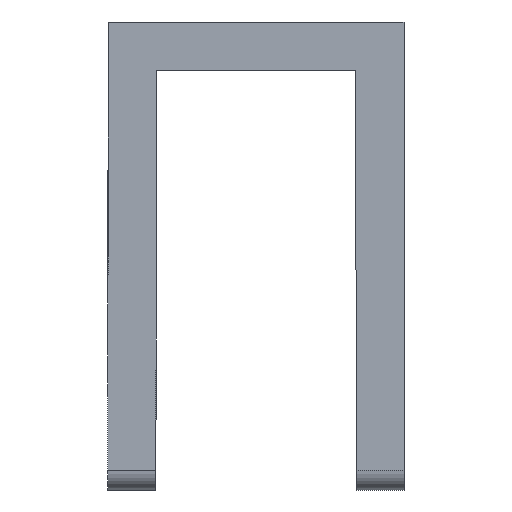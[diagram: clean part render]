
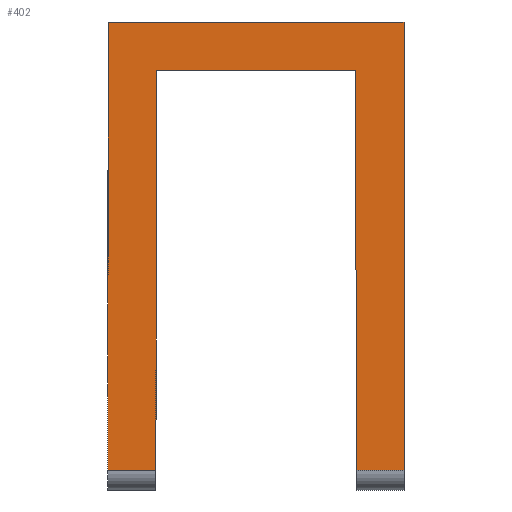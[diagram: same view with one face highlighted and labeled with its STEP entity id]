
A CAD part, front view. The second image highlights one B-rep face of the part: STEP entity #402.
In plain terms, the highlighted planar face has unit normal (0, -1, 0).
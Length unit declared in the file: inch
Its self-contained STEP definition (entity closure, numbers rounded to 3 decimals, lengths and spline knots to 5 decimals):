
#60 = VECTOR ( 'NONE', #694, 39.37008 ) ;
#77 = LINE ( 'NONE', #5964, #5027 ) ;
#297 = CARTESIAN_POINT ( 'NONE',  ( 0., 0., -0.5 ) ) ;
#402 = ADVANCED_FACE ( 'NONE', ( #664 ), #5987, .F. ) ;
#458 = ORIENTED_EDGE ( 'NONE', *, *, #1211, .T. ) ;
#490 = VERTEX_POINT ( 'NONE', #4729 ) ;
#664 = FACE_OUTER_BOUND ( 'NONE', #1152, .T. ) ;
#694 = DIRECTION ( 'NONE',  ( 0., 0., -1. ) ) ;
#768 = EDGE_CURVE ( 'NONE', #1545, #5325, #3140, .T. ) ;
#833 = CARTESIAN_POINT ( 'NONE',  ( -0.125, 0., 0. ) ) ;
#856 = CARTESIAN_POINT ( 'NONE',  ( 0.185, 0., 0.06 ) ) ;
#880 = DIRECTION ( 'NONE',  ( 1., 0., 0. ) ) ;
#1068 = VECTOR ( 'NONE', #5679, 39.37008 ) ;
#1152 = EDGE_LOOP ( 'NONE', ( #5378, #6968, #2914, #5843, #6190, #458, #6892, #7246 ) ) ;
#1211 = EDGE_CURVE ( 'NONE', #4883, #7552, #7355, .T. ) ;
#1300 = LINE ( 'NONE', #2557, #7315 ) ;
#1545 = VERTEX_POINT ( 'NONE', #3415 ) ;
#1556 = DIRECTION ( 'NONE',  ( 0., 0., 1. ) ) ;
#1571 = CARTESIAN_POINT ( 'NONE',  ( 0.125, 0., 0. ) ) ;
#1686 = EDGE_CURVE ( 'NONE', #4883, #5791, #7343, .T. ) ;
#2104 = AXIS2_PLACEMENT_3D ( 'NONE', #6020, #5955, #5908 ) ;
#2557 = CARTESIAN_POINT ( 'NONE',  ( -0.185, 0., 0.06 ) ) ;
#2691 = EDGE_CURVE ( 'NONE', #5791, #6626, #77, .T. ) ;
#2773 = CARTESIAN_POINT ( 'NONE',  ( -0.125, 0., -0.5 ) ) ;
#2914 = ORIENTED_EDGE ( 'NONE', *, *, #5470, .F. ) ;
#3087 = LINE ( 'NONE', #6028, #7497 ) ;
#3140 = LINE ( 'NONE', #856, #4699 ) ;
#3415 = CARTESIAN_POINT ( 'NONE',  ( -0.185, 0., 0.06 ) ) ;
#4334 = VECTOR ( 'NONE', #6254, 39.37008 ) ;
#4407 = CARTESIAN_POINT ( 'NONE',  ( 0.125, 0., -0.5 ) ) ;
#4699 = VECTOR ( 'NONE', #880, 39.37008 ) ;
#4729 = CARTESIAN_POINT ( 'NONE',  ( -0.185, 0., -0.5 ) ) ;
#4836 = LINE ( 'NONE', #4854, #60 ) ;
#4839 = DIRECTION ( 'NONE',  ( -1., 0., 0. ) ) ;
#4854 = CARTESIAN_POINT ( 'NONE',  ( 0.185, 0., -0.525 ) ) ;
#4883 = VERTEX_POINT ( 'NONE', #4407 ) ;
#5027 = VECTOR ( 'NONE', #4839, 39.37008 ) ;
#5325 = VERTEX_POINT ( 'NONE', #6494 ) ;
#5378 = ORIENTED_EDGE ( 'NONE', *, *, #5511, .F. ) ;
#5438 = EDGE_CURVE ( 'NONE', #5325, #7552, #4836, .T. ) ;
#5470 = EDGE_CURVE ( 'NONE', #6626, #6754, #3087, .T. ) ;
#5511 = EDGE_CURVE ( 'NONE', #490, #1545, #1300, .T. ) ;
#5679 = DIRECTION ( 'NONE',  ( 1., 0., 0. ) ) ;
#5791 = VERTEX_POINT ( 'NONE', #7477 ) ;
#5796 = LINE ( 'NONE', #297, #1068 ) ;
#5843 = ORIENTED_EDGE ( 'NONE', *, *, #2691, .F. ) ;
#5908 = DIRECTION ( 'NONE',  ( 0., 0., 1. ) ) ;
#5955 = DIRECTION ( 'NONE',  ( 0., 1., 0. ) ) ;
#5964 = CARTESIAN_POINT ( 'NONE',  ( 0., 0., 0. ) ) ;
#5987 = PLANE ( 'NONE',  #2104 ) ;
#6020 = CARTESIAN_POINT ( 'NONE',  ( 0., 0., 0. ) ) ;
#6028 = CARTESIAN_POINT ( 'NONE',  ( -0.125, 0., -0.525 ) ) ;
#6075 = DIRECTION ( 'NONE',  ( 0., 0., 1. ) ) ;
#6190 = ORIENTED_EDGE ( 'NONE', *, *, #1686, .F. ) ;
#6254 = DIRECTION ( 'NONE',  ( 1., 0., 0. ) ) ;
#6373 = CARTESIAN_POINT ( 'NONE',  ( 0., 0., -0.5 ) ) ;
#6463 = CARTESIAN_POINT ( 'NONE',  ( 0.185, 0., -0.5 ) ) ;
#6494 = CARTESIAN_POINT ( 'NONE',  ( 0.185, 0., 0.06 ) ) ;
#6548 = VECTOR ( 'NONE', #1556, 39.37008 ) ;
#6581 = DIRECTION ( 'NONE',  ( 0., 0., -1. ) ) ;
#6626 = VERTEX_POINT ( 'NONE', #833 ) ;
#6754 = VERTEX_POINT ( 'NONE', #2773 ) ;
#6892 = ORIENTED_EDGE ( 'NONE', *, *, #5438, .F. ) ;
#6968 = ORIENTED_EDGE ( 'NONE', *, *, #7368, .T. ) ;
#7246 = ORIENTED_EDGE ( 'NONE', *, *, #768, .F. ) ;
#7315 = VECTOR ( 'NONE', #6075, 39.37008 ) ;
#7343 = LINE ( 'NONE', #1571, #6548 ) ;
#7355 = LINE ( 'NONE', #6373, #4334 ) ;
#7368 = EDGE_CURVE ( 'NONE', #490, #6754, #5796, .T. ) ;
#7477 = CARTESIAN_POINT ( 'NONE',  ( 0.125, 0., 0. ) ) ;
#7497 = VECTOR ( 'NONE', #6581, 39.37008 ) ;
#7552 = VERTEX_POINT ( 'NONE', #6463 ) ;
